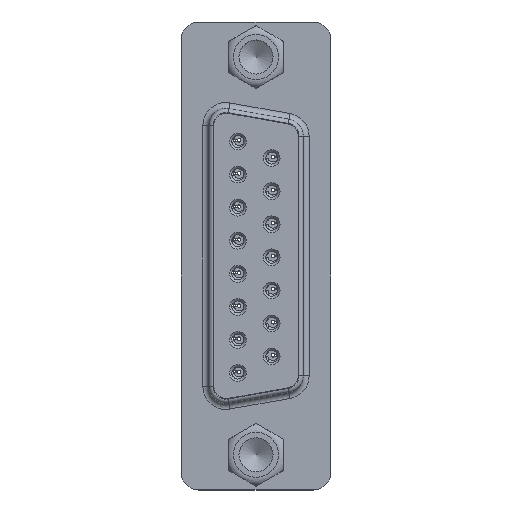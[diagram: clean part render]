
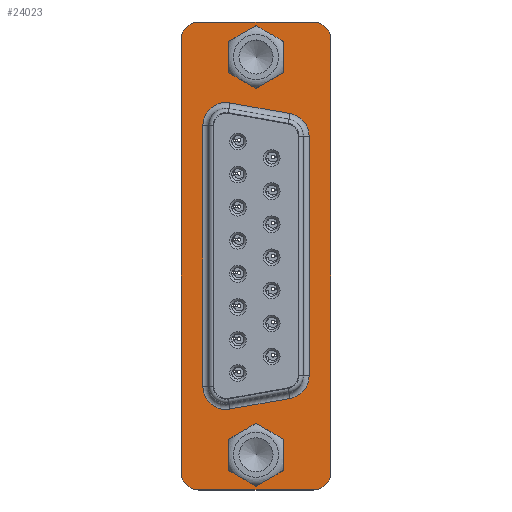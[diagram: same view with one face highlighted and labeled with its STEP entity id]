
A CAD part, top view. The second image highlights one B-rep face of the part: STEP entity #24023.
In plain terms, the highlighted face is planar.
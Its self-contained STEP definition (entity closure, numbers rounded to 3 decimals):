
#2104=LINE('',#48746,#3620);
#2105=LINE('',#48763,#3621);
#2108=LINE('',#48770,#3624);
#2110=LINE('',#48785,#3626);
#2129=LINE('',#48824,#3645);
#2134=LINE('',#48838,#3650);
#2138=LINE('',#48850,#3654);
#2142=LINE('',#48862,#3658);
#3620=VECTOR('',#33311,1000.);
#3621=VECTOR('',#33332,1000.);
#3624=VECTOR('',#33339,1000.);
#3626=VECTOR('',#33359,1000.);
#3645=VECTOR('',#33412,1000.);
#3650=VECTOR('',#33425,1000.);
#3654=VECTOR('',#33437,1000.);
#3658=VECTOR('',#33449,1000.);
#4968=PLANE('',#26772);
#11443=ORIENTED_EDGE('',*,*,#15293,.T.);
#11444=ORIENTED_EDGE('',*,*,#15407,.F.);
#11445=ORIENTED_EDGE('',*,*,#15386,.F.);
#11446=ORIENTED_EDGE('',*,*,#15390,.F.);
#11447=ORIENTED_EDGE('',*,*,#15393,.F.);
#11448=ORIENTED_EDGE('',*,*,#15396,.F.);
#11449=ORIENTED_EDGE('',*,*,#15399,.F.);
#11450=ORIENTED_EDGE('',*,*,#15402,.F.);
#11451=ORIENTED_EDGE('',*,*,#15405,.F.);
#11452=ORIENTED_EDGE('',*,*,#15353,.T.);
#11453=ORIENTED_EDGE('',*,*,#15347,.T.);
#11454=ORIENTED_EDGE('',*,*,#15349,.T.);
#11455=ORIENTED_EDGE('',*,*,#15355,.T.);
#11456=ORIENTED_EDGE('',*,*,#15361,.T.);
#11457=ORIENTED_EDGE('',*,*,#15367,.T.);
#11458=ORIENTED_EDGE('',*,*,#15365,.T.);
#11459=ORIENTED_EDGE('',*,*,#15359,.T.);
#11460=ORIENTED_EDGE('',*,*,#15295,.T.);
#15293=EDGE_CURVE('',#17777,#17777,#18652,.T.);
#15295=EDGE_CURVE('',#17779,#17779,#18654,.T.);
#15347=EDGE_CURVE('',#17812,#17815,#2104,.T.);
#15349=EDGE_CURVE('',#17815,#17817,#18690,.T.);
#15353=EDGE_CURVE('',#17818,#17812,#18694,.T.);
#15355=EDGE_CURVE('',#17817,#17821,#2105,.T.);
#15359=EDGE_CURVE('',#17822,#17818,#2108,.T.);
#15361=EDGE_CURVE('',#17821,#17825,#18698,.T.);
#15365=EDGE_CURVE('',#17826,#17822,#18702,.T.);
#15367=EDGE_CURVE('',#17825,#17826,#2110,.T.);
#15386=EDGE_CURVE('',#17830,#17831,#2129,.T.);
#15390=EDGE_CURVE('',#17833,#17830,#18704,.T.);
#15393=EDGE_CURVE('',#17835,#17833,#2134,.T.);
#15396=EDGE_CURVE('',#17837,#17835,#18706,.T.);
#15399=EDGE_CURVE('',#17839,#17837,#2138,.T.);
#15402=EDGE_CURVE('',#17841,#17839,#18708,.T.);
#15405=EDGE_CURVE('',#17843,#17841,#2142,.T.);
#15407=EDGE_CURVE('',#17831,#17843,#18710,.T.);
#17777=VERTEX_POINT('',#48636);
#17779=VERTEX_POINT('',#48641);
#17812=VERTEX_POINT('',#48740);
#17815=VERTEX_POINT('',#48745);
#17817=VERTEX_POINT('',#48750);
#17818=VERTEX_POINT('',#48755);
#17821=VERTEX_POINT('',#48762);
#17822=VERTEX_POINT('',#48767);
#17825=VERTEX_POINT('',#48774);
#17826=VERTEX_POINT('',#48779);
#17830=VERTEX_POINT('',#48823);
#17831=VERTEX_POINT('',#48825);
#17833=VERTEX_POINT('',#48831);
#17835=VERTEX_POINT('',#48837);
#17837=VERTEX_POINT('',#48843);
#17839=VERTEX_POINT('',#48849);
#17841=VERTEX_POINT('',#48855);
#17843=VERTEX_POINT('',#48861);
#18652=CIRCLE('',#26663,1.5);
#18654=CIRCLE('',#26666,1.5);
#18690=CIRCLE('',#26720,1.93);
#18694=CIRCLE('',#26725,1.93);
#18698=CIRCLE('',#26732,1.93);
#18702=CIRCLE('',#26737,1.93);
#18704=CIRCLE('',#26758,1.5);
#18706=CIRCLE('',#26762,1.5);
#18708=CIRCLE('',#26766,1.5);
#18710=CIRCLE('',#26770,1.5);
#20082=EDGE_LOOP('',(#11443));
#20083=EDGE_LOOP('',(#11444,#11445,#11446,#11447,#11448,#11449,#11450,#11451));
#20084=EDGE_LOOP('',(#11452,#11453,#11454,#11455,#11456,#11457,#11458,#11459));
#20085=EDGE_LOOP('',(#11460));
#21597=FACE_BOUND('',#20082,.T.);
#21598=FACE_BOUND('',#20083,.T.);
#21599=FACE_BOUND('',#20084,.T.);
#21600=FACE_BOUND('',#20085,.T.);
#24023=ADVANCED_FACE('',(#21597,#21598,#21599,#21600),#4968,.F.);
#26663=AXIS2_PLACEMENT_3D('',#48635,#33184,#33185);
#26666=AXIS2_PLACEMENT_3D('',#48640,#33190,#33191);
#26720=AXIS2_PLACEMENT_3D('',#48751,#33316,#33317);
#26725=AXIS2_PLACEMENT_3D('',#48758,#33326,#33327);
#26732=AXIS2_PLACEMENT_3D('',#48775,#33344,#33345);
#26737=AXIS2_PLACEMENT_3D('',#48782,#33354,#33355);
#26758=AXIS2_PLACEMENT_3D('',#48832,#33419,#33420);
#26762=AXIS2_PLACEMENT_3D('',#48844,#33431,#33432);
#26766=AXIS2_PLACEMENT_3D('',#48856,#33443,#33444);
#26770=AXIS2_PLACEMENT_3D('',#48865,#33454,#33455);
#26772=AXIS2_PLACEMENT_3D('',#48867,#33458,#33459);
#33184=DIRECTION('',(0.,-1.,0.));
#33185=DIRECTION('',(0.,0.,1.));
#33190=DIRECTION('',(0.,-1.,0.));
#33191=DIRECTION('',(0.,0.,1.));
#33311=DIRECTION('',(1.,0.,0.));
#33316=DIRECTION('',(0.,-1.,0.));
#33317=DIRECTION('',(0.,0.,1.));
#33326=DIRECTION('',(0.,-1.,0.));
#33327=DIRECTION('',(0.,0.,1.));
#33332=DIRECTION('',(0.174,0.,0.985));
#33339=DIRECTION('',(0.174,0.,-0.985));
#33344=DIRECTION('',(0.,-1.,0.));
#33345=DIRECTION('',(0.,0.,1.));
#33354=DIRECTION('',(0.,-1.,0.));
#33355=DIRECTION('',(0.,0.,1.));
#33359=DIRECTION('',(-1.,0.,0.));
#33412=DIRECTION('',(0.,0.,1.));
#33419=DIRECTION('',(0.,-1.,0.));
#33420=DIRECTION('',(-1.,0.,0.));
#33425=DIRECTION('',(1.,0.,0.));
#33431=DIRECTION('',(0.,-1.,0.));
#33432=DIRECTION('',(-1.,0.,0.));
#33437=DIRECTION('',(0.,0.,-1.));
#33443=DIRECTION('',(0.,-1.,0.));
#33444=DIRECTION('',(1.,0.,0.));
#33449=DIRECTION('',(-1.,0.,0.));
#33454=DIRECTION('',(0.,-1.,0.));
#33455=DIRECTION('',(-1.,0.,0.));
#33458=DIRECTION('',(0.,-1.,0.));
#33459=DIRECTION('',(0.,0.,1.));
#48635=CARTESIAN_POINT('',(16.66,0.35,0.));
#48636=CARTESIAN_POINT('',(16.66,0.35,1.5));
#48640=CARTESIAN_POINT('',(-16.66,0.35,0.));
#48641=CARTESIAN_POINT('',(-16.66,0.35,1.5));
#48740=CARTESIAN_POINT('',(-10.031,0.35,-4.45));
#48745=CARTESIAN_POINT('',(10.031,0.35,-4.45));
#48746=CARTESIAN_POINT('',(18.1,0.35,-4.45));
#48750=CARTESIAN_POINT('',(11.932,0.35,-2.855));
#48751=CARTESIAN_POINT('',(10.031,0.35,-2.52));
#48755=CARTESIAN_POINT('',(-11.932,0.35,-2.855));
#48758=CARTESIAN_POINT('',(-10.031,0.35,-2.52));
#48762=CARTESIAN_POINT('',(12.821,0.35,2.185));
#48763=CARTESIAN_POINT('',(13.423,0.35,5.6));
#48767=CARTESIAN_POINT('',(-12.821,0.35,2.185));
#48770=CARTESIAN_POINT('',(-12.331,0.35,-0.591));
#48774=CARTESIAN_POINT('',(10.92,0.35,4.45));
#48775=CARTESIAN_POINT('',(10.92,0.35,2.52));
#48779=CARTESIAN_POINT('',(-10.92,0.35,4.45));
#48782=CARTESIAN_POINT('',(-10.92,0.35,2.52));
#48785=CARTESIAN_POINT('',(18.1,0.35,4.45));
#48823=CARTESIAN_POINT('',(19.6,0.35,-4.775));
#48824=CARTESIAN_POINT('',(19.6,0.35,-4.775));
#48825=CARTESIAN_POINT('',(19.6,0.35,4.775));
#48831=CARTESIAN_POINT('',(18.1,0.35,-6.275));
#48832=CARTESIAN_POINT('',(18.1,0.35,-4.775));
#48837=CARTESIAN_POINT('',(-18.1,0.35,-6.275));
#48838=CARTESIAN_POINT('',(-18.1,0.35,-6.275));
#48843=CARTESIAN_POINT('',(-19.6,0.35,-4.775));
#48844=CARTESIAN_POINT('',(-18.1,0.35,-4.775));
#48849=CARTESIAN_POINT('',(-19.6,0.35,4.775));
#48850=CARTESIAN_POINT('',(-19.6,0.35,4.775));
#48855=CARTESIAN_POINT('',(-18.1,0.35,6.275));
#48856=CARTESIAN_POINT('',(-18.1,0.35,4.775));
#48861=CARTESIAN_POINT('',(18.1,0.35,6.275));
#48862=CARTESIAN_POINT('',(18.1,0.35,6.275));
#48865=CARTESIAN_POINT('',(18.1,0.35,4.775));
#48867=CARTESIAN_POINT('',(18.1,0.35,4.775));
